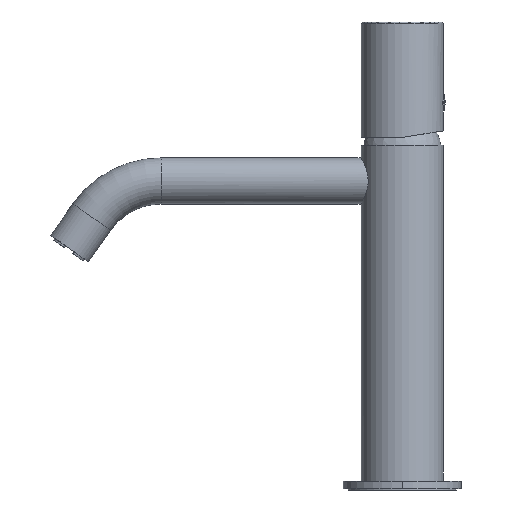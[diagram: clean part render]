
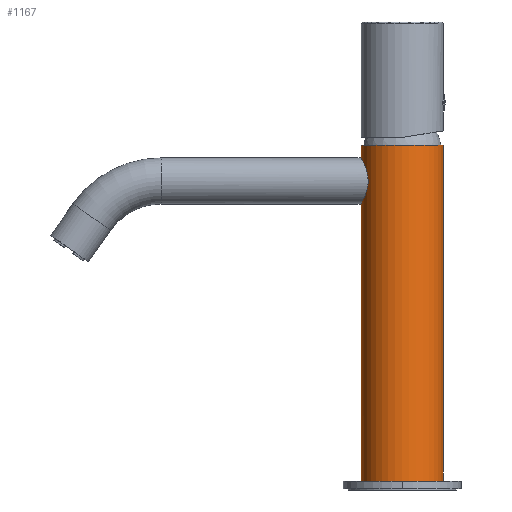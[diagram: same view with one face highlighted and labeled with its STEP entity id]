
A CAD part, left-side view. The second image highlights one B-rep face of the part: STEP entity #1167.
In plain terms, the highlighted cylindrical face has radius 16 mm (diameter 32 mm), a partial arc.
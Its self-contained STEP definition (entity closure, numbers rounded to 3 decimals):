
#997=CARTESIAN_POINT('Vertex',(16.,112.05,0.)) ;
#1001=CARTESIAN_POINT('Control Point',(16.,112.05,0.)) ;
#1002=CARTESIAN_POINT('Control Point',(16.,112.05,-0.619)) ;
#1003=CARTESIAN_POINT('Control Point',(15.967,112.186,-1.238)) ;
#1004=CARTESIAN_POINT('Control Point',(15.906,112.451,-1.802)) ;
#1005=CARTESIAN_POINT('Control Point',(15.835,112.801,-2.294)) ;
#1006=CARTESIAN_POINT('Vertex',(15.835,112.801,-2.294)) ;
#1024=CARTESIAN_POINT('Control Point',(16.,121.95,0.)) ;
#1025=CARTESIAN_POINT('Control Point',(16.,121.95,-0.663)) ;
#1026=CARTESIAN_POINT('Control Point',(15.966,121.804,-1.327)) ;
#1027=CARTESIAN_POINT('Control Point',(15.897,121.514,-1.937)) ;
#1028=CARTESIAN_POINT('Control Point',(15.757,120.852,-2.842)) ;
#1029=CARTESIAN_POINT('Control Point',(15.616,119.981,-3.501)) ;
#1030=CARTESIAN_POINT('Control Point',(15.561,119.594,-3.73)) ;
#1031=CARTESIAN_POINT('Control Point',(15.46,118.719,-4.13)) ;
#1032=CARTESIAN_POINT('Control Point',(15.404,117.784,-4.328)) ;
#1033=CARTESIAN_POINT('Control Point',(15.39,117.274,-4.376)) ;
#1034=CARTESIAN_POINT('Control Point',(15.398,115.951,-4.351)) ;
#1035=CARTESIAN_POINT('Control Point',(15.512,114.673,-3.937)) ;
#1036=CARTESIAN_POINT('Control Point',(15.617,113.937,-3.537)) ;
#1037=CARTESIAN_POINT('Control Point',(15.735,113.289,-2.98)) ;
#1038=CARTESIAN_POINT('Control Point',(15.835,112.801,-2.294)) ;
#1039=CARTESIAN_POINT('Vertex',(16.,121.95,0.)) ;
#1120=CARTESIAN_POINT('Axis2P3D Location',(0.,80.5,0.)) ;
#1125=CARTESIAN_POINT('Line Origine',(16.,80.5,0.)) ;
#1129=CARTESIAN_POINT('Vertex',(16.,0.,0.)) ;
#1132=CARTESIAN_POINT('Axis2P3D Location',(0.,0.,0.)) ;
#1136=CARTESIAN_POINT('Vertex',(-16.,0.,0.)) ;
#1139=CARTESIAN_POINT('Line Origine',(-16.,80.5,0.)) ;
#1143=CARTESIAN_POINT('Vertex',(-16.,131.,0.)) ;
#1146=CARTESIAN_POINT('Axis2P3D Location',(0.,131.,0.)) ;
#1150=CARTESIAN_POINT('Vertex',(16.,131.,0.)) ;
#1153=CARTESIAN_POINT('Line Origine',(16.,80.5,0.)) ;
#1127=VECTOR('Line Direction',#1126,1.) ;
#1141=VECTOR('Line Direction',#1140,1.) ;
#1155=VECTOR('Line Direction',#1154,1.) ;
#1121=DIRECTION('Axis2P3D Direction',(0.,-1.,0.)) ;
#1122=DIRECTION('Axis2P3D XDirection',(1.,0.,0.)) ;
#1126=DIRECTION('Vector Direction',(0.,-1.,0.)) ;
#1133=DIRECTION('Axis2P3D Direction',(0.,-1.,0.)) ;
#1140=DIRECTION('Vector Direction',(0.,-1.,0.)) ;
#1147=DIRECTION('Axis2P3D Direction',(0.,-1.,0.)) ;
#1154=DIRECTION('Vector Direction',(0.,-1.,0.)) ;
#1123=AXIS2_PLACEMENT_3D('Cylinder Axis2P3D',#1120,#1121,#1122) ;
#1134=AXIS2_PLACEMENT_3D('Circle Axis2P3D',#1132,#1133,$) ;
#1148=AXIS2_PLACEMENT_3D('Circle Axis2P3D',#1146,#1147,$) ;
#1128=LINE('Line',#1125,#1127) ;
#1142=LINE('Line',#1139,#1141) ;
#1156=LINE('Line',#1153,#1155) ;
#1135=CIRCLE('generated circle',#1134,16.) ;
#1149=CIRCLE('generated circle',#1148,16.) ;
#1124=CYLINDRICAL_SURFACE('generated cylinder',#1123,16.) ;
#1008=EDGE_CURVE('',#998,#1007,#1000,.T.) ;
#1041=EDGE_CURVE('',#1040,#1007,#1023,.T.) ;
#1131=EDGE_CURVE('',#998,#1130,#1128,.T.) ;
#1138=EDGE_CURVE('',#1137,#1130,#1135,.T.) ;
#1145=EDGE_CURVE('',#1144,#1137,#1142,.T.) ;
#1152=EDGE_CURVE('',#1144,#1151,#1149,.T.) ;
#1157=EDGE_CURVE('',#1151,#1040,#1156,.T.) ;
#1159=ORIENTED_EDGE('',*,*,#1131,.T.) ;
#1160=ORIENTED_EDGE('',*,*,#1138,.F.) ;
#1161=ORIENTED_EDGE('',*,*,#1145,.F.) ;
#1162=ORIENTED_EDGE('',*,*,#1152,.T.) ;
#1163=ORIENTED_EDGE('',*,*,#1157,.T.) ;
#1164=ORIENTED_EDGE('',*,*,#1041,.T.) ;
#1165=ORIENTED_EDGE('',*,*,#1008,.F.) ;
#1158=EDGE_LOOP('',(#1159,#1160,#1161,#1162,#1163,#1164,#1165)) ;
#998=VERTEX_POINT('',#997) ;
#1007=VERTEX_POINT('',#1006) ;
#1040=VERTEX_POINT('',#1039) ;
#1130=VERTEX_POINT('',#1129) ;
#1137=VERTEX_POINT('',#1136) ;
#1144=VERTEX_POINT('',#1143) ;
#1151=VERTEX_POINT('',#1150) ;
#1167=ADVANCED_FACE('PartBody',(#1166),#1124,.T.) ;
#1000=B_SPLINE_CURVE_WITH_KNOTS('',4,(#1001,#1002,#1003,#1004,#1005),.UNSPECIFIED.,.F.,.U.,(5,5),(0.,3.413),.UNSPECIFIED.) ;
#1023=B_SPLINE_CURVE_WITH_KNOTS('',5,(#1024,#1025,#1026,#1027,#1028,#1029,#1030,#1031,#1032,#1033,#1034,#1035,#1036,#1037,#1038),.UNSPECIFIED.,.F.,.U.,(6,3,3,3,6),(0.,4.574,7.807,11.549,17.497),.UNSPECIFIED.) ;
#1166=FACE_OUTER_BOUND('',#1158,.T.) ;
